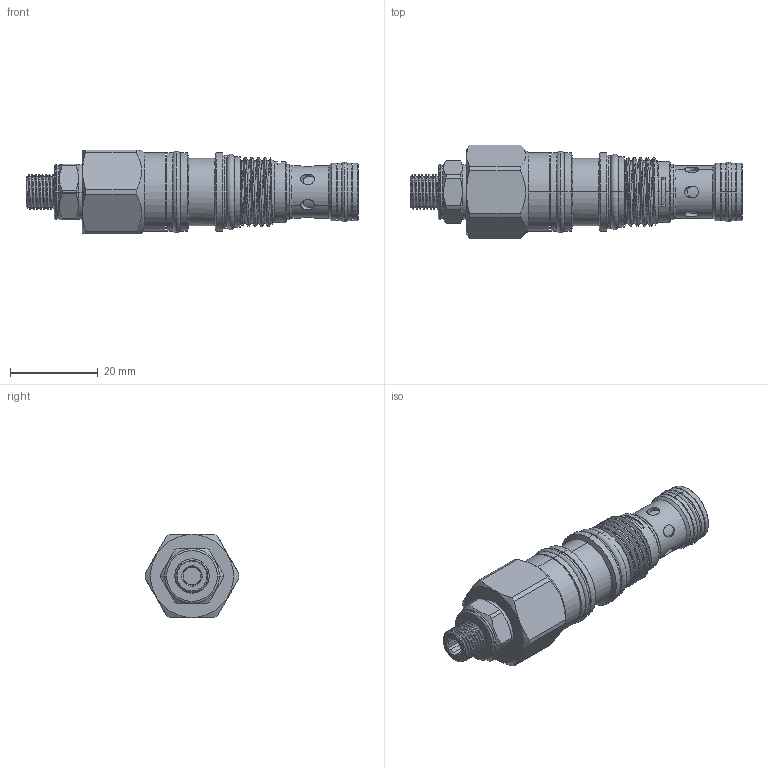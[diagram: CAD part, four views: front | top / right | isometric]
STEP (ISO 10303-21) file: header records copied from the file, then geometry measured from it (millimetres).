
FILE_DESCRIPTION (( 'STEP AP203' ), '1' );
FILE_NAME ('CO163A30-L.STEP', '2020-03-03T07:16:01', ( '' ), ( '' ), 'SwSTEP 2.0', 'SolidWorks 2018', '' );
FILE_SCHEMA (( 'CONFIG_CONTROL_DESIGN' ));
Length unit declared in the file: millimetre
Products named in the file (1): CO163A30-L
Bounding box: 75.6 x 21.4 x 19.05 mm (x, y, z)
Volume: 13775 mm3; surface area: 6631.1 mm2
Topology: 7 solids, 8 shells, 254 faces, 614 edges, 389 vertices
Faces by surface type: cylinder 131, plane 57, cone 44, torus 16, bspline 4, sphere 2
Entity records: 14562 total; most frequent: CARTESIAN_POINT 8676, ORIENTED_EDGE 1228, DIRECTION 1219, EDGE_CURVE 614, AXIS2_PLACEMENT_3D 507, VERTEX_POINT 389, EDGE_LOOP 281, CIRCLE 256
